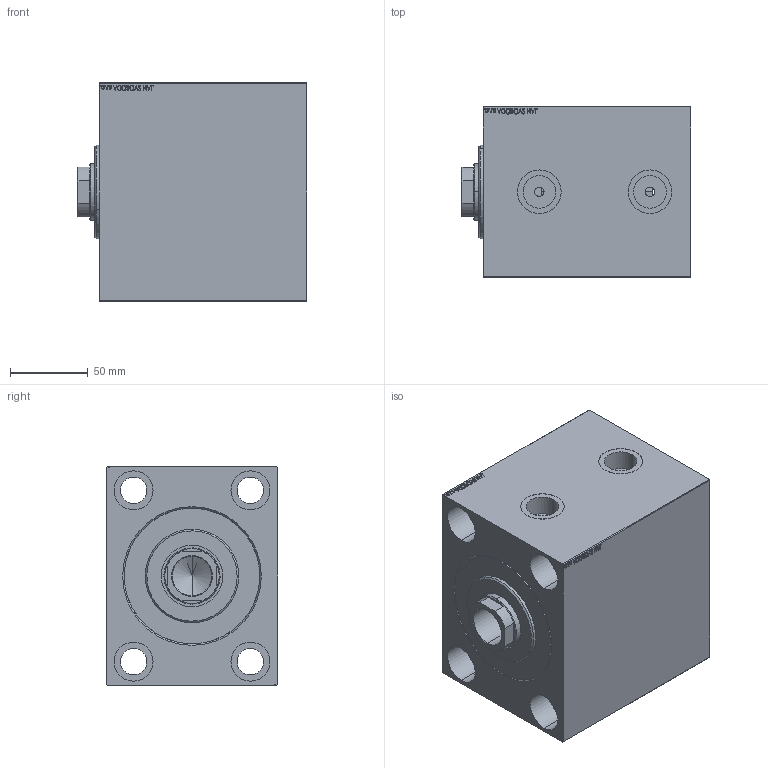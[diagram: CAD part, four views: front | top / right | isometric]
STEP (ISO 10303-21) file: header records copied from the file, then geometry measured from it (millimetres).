
FILE_DESCRIPTION (( 'STEP AP203' ), '1' );
FILE_NAME ('748a.STEP', '2022-04-17T02:31:46', ( '' ), ( '' ), 'SwSTEP 2.0', 'SolidWorks 2019', '' );
FILE_SCHEMA (( 'CONFIG_CONTROL_DESIGN' ));
Length unit declared in the file: millimetre
Products named in the file (4): V450CM_VC_B 5d15ebef31d3a9926380eee025056e43; V450CM_C_Body 5d15ebef31d3a9926380eee025056e43; 748a; V450CM_C_VCP 5d15ebef31d3a9926380eee025056e43
Assembly tree (3 placements, depth 2):
  748a
    V450CM_C_Body 5d15ebef31d3a9926380eee025056e43
    V450CM_C_VCP 5d15ebef31d3a9926380eee025056e43
    V450CM_VC_B 5d15ebef31d3a9926380eee025056e43
Bounding box: 147 x 110 x 140 mm (x, y, z)
Volume: 1711147.6 mm3; surface area: 214654.4 mm2
Topology: 3 solids, 3 shells, 881 faces, 2259 edges, 1497 vertices
Faces by surface type: plane 415, bspline 380, cylinder 72, cone 14
Entity records: 44693 total; most frequent: CARTESIAN_POINT 25341, ORIENTED_EDGE 4514, DIRECTION 2647, EDGE_CURVE 2257, VERTEX_POINT 1497, VECTOR 1321, LINE 1321, EDGE_LOOP 1014
